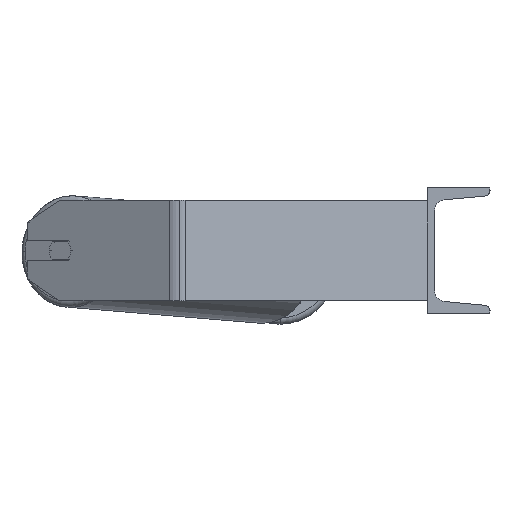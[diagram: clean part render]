
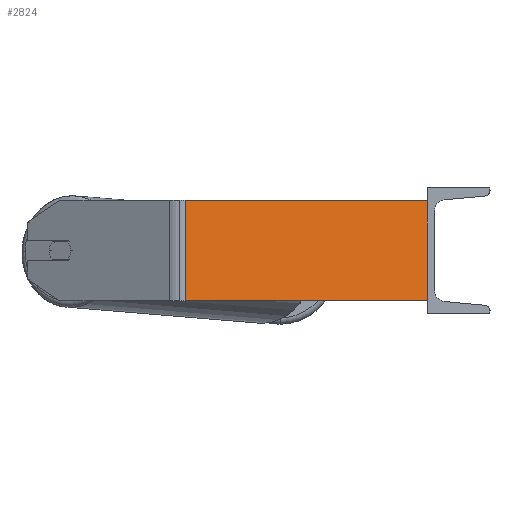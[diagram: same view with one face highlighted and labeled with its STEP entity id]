
A CAD part, left-side view. The second image highlights one B-rep face of the part: STEP entity #2824.
In plain terms, the highlighted planar face has unit normal (-0.966, -0.259, 0).
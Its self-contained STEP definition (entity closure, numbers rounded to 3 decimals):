
#104 = DIRECTION ( 'NONE',  ( 0., 0., -1. ) ) ;
#520 = ORIENTED_EDGE ( 'NONE', *, *, #615, .F. ) ;
#615 = EDGE_CURVE ( 'NONE', #4840, #6884, #4092, .T. ) ;
#762 = CARTESIAN_POINT ( 'NONE',  ( -536.614, 192.624, 40. ) ) ;
#1011 = CARTESIAN_POINT ( 'NONE',  ( -538.329, 199.026, 40. ) ) ;
#1192 = CARTESIAN_POINT ( 'NONE',  ( -485., 0., -40. ) ) ;
#1326 = DIRECTION ( 'NONE',  ( 0., 0., -1. ) ) ;
#1365 = VECTOR ( 'NONE', #1326, 1000. ) ;
#1957 = CARTESIAN_POINT ( 'NONE',  ( -485., 0., 40. ) ) ;
#2046 = CARTESIAN_POINT ( 'NONE',  ( -538.329, 199.026, 40. ) ) ;
#2156 = ORIENTED_EDGE ( 'NONE', *, *, #6220, .T. ) ;
#2270 = AXIS2_PLACEMENT_3D ( 'NONE', #1011, #2392, #6092 ) ;
#2392 = DIRECTION ( 'NONE',  ( 0.966, 0.259, 0. ) ) ;
#2593 = LINE ( 'NONE', #8826, #6797 ) ;
#2824 = ADVANCED_FACE ( 'NONE', ( #8035 ), #3778, .F. ) ;
#3400 = CARTESIAN_POINT ( 'NONE',  ( -485., 0., 40. ) ) ;
#3757 = VERTEX_POINT ( 'NONE', #5076 ) ;
#3778 = PLANE ( 'NONE',  #2270 ) ;
#4092 = LINE ( 'NONE', #3400, #1365 ) ;
#4317 = VECTOR ( 'NONE', #104, 1000. ) ;
#4769 = EDGE_CURVE ( 'NONE', #3757, #4840, #5517, .T. ) ;
#4840 = VERTEX_POINT ( 'NONE', #1957 ) ;
#5076 = CARTESIAN_POINT ( 'NONE',  ( -536.614, 192.624, 40. ) ) ;
#5385 = EDGE_LOOP ( 'NONE', ( #2156, #520, #8123, #9133 ) ) ;
#5517 = LINE ( 'NONE', #2046, #7516 ) ;
#6092 = DIRECTION ( 'NONE',  ( -0.259, 0.966, 0. ) ) ;
#6220 = EDGE_CURVE ( 'NONE', #7995, #6884, #2593, .T. ) ;
#6795 = DIRECTION ( 'NONE',  ( 0.259, -0.966, 0. ) ) ;
#6797 = VECTOR ( 'NONE', #6795, 1000. ) ;
#6884 = VERTEX_POINT ( 'NONE', #1192 ) ;
#7516 = VECTOR ( 'NONE', #8470, 1000. ) ;
#7751 = LINE ( 'NONE', #762, #4317 ) ;
#7995 = VERTEX_POINT ( 'NONE', #8256 ) ;
#8035 = FACE_OUTER_BOUND ( 'NONE', #5385, .T. ) ;
#8123 = ORIENTED_EDGE ( 'NONE', *, *, #4769, .F. ) ;
#8199 = EDGE_CURVE ( 'NONE', #3757, #7995, #7751, .T. ) ;
#8256 = CARTESIAN_POINT ( 'NONE',  ( -536.614, 192.624, -40. ) ) ;
#8470 = DIRECTION ( 'NONE',  ( 0.259, -0.966, 0. ) ) ;
#8826 = CARTESIAN_POINT ( 'NONE',  ( -538.329, 199.026, -40. ) ) ;
#9133 = ORIENTED_EDGE ( 'NONE', *, *, #8199, .T. ) ;
